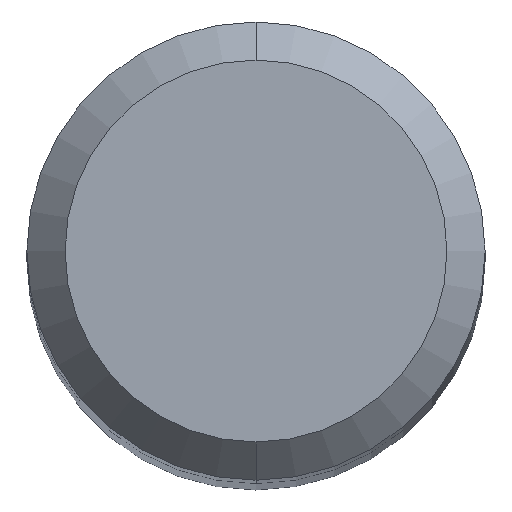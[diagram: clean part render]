
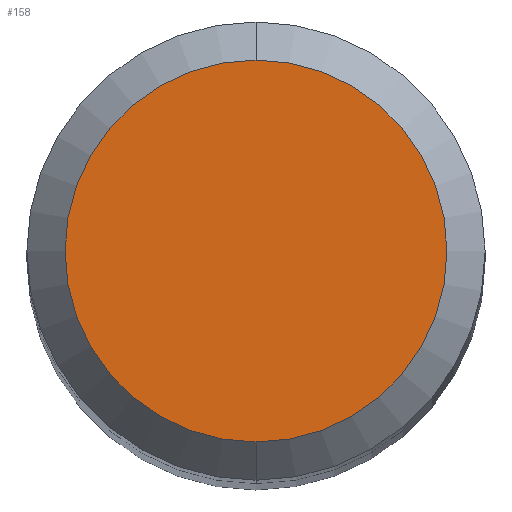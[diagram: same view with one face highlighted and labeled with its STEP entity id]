
A CAD part, top view. The second image highlights one B-rep face of the part: STEP entity #158.
In plain terms, the highlighted planar face has unit normal (0, 0, 1).
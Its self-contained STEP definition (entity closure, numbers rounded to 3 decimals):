
#8 = AXIS2_PLACEMENT_3D ( 'NONE', #48, #325, #103 ) ;
#33 = EDGE_CURVE ( 'NONE', #222, #236, #165, .T. ) ;
#48 = CARTESIAN_POINT ( 'NONE',  ( 0., 0., 151. ) ) ;
#74 = PLANE ( 'NONE',  #8 ) ;
#92 = EDGE_CURVE ( 'NONE', #236, #222, #251, .T. ) ;
#102 = AXIS2_PLACEMENT_3D ( 'NONE', #119, #190, #169 ) ;
#103 = DIRECTION ( 'NONE',  ( 0., 1., 0. ) ) ;
#107 = DIRECTION ( 'NONE',  ( 0., 1., 0. ) ) ;
#119 = CARTESIAN_POINT ( 'NONE',  ( 0., 0., 151. ) ) ;
#127 = ORIENTED_EDGE ( 'NONE', *, *, #92, .F. ) ;
#158 = ADVANCED_FACE ( 'NONE', ( #270 ), #74, .F. ) ;
#165 = CIRCLE ( 'NONE', #268, 5. ) ;
#169 = DIRECTION ( 'NONE',  ( 0., 1., 0. ) ) ;
#190 = DIRECTION ( 'NONE',  ( 0., 0., -1. ) ) ;
#207 = DIRECTION ( 'NONE',  ( 0., 0., -1. ) ) ;
#222 = VERTEX_POINT ( 'NONE', #332 ) ;
#236 = VERTEX_POINT ( 'NONE', #246 ) ;
#246 = CARTESIAN_POINT ( 'NONE',  ( 0., 5., 151. ) ) ;
#251 = CIRCLE ( 'NONE', #102, 5. ) ;
#253 = EDGE_LOOP ( 'NONE', ( #127, #336 ) ) ;
#268 = AXIS2_PLACEMENT_3D ( 'NONE', #329, #207, #107 ) ;
#270 = FACE_OUTER_BOUND ( 'NONE', #253, .T. ) ;
#325 = DIRECTION ( 'NONE',  ( 0., 0., -1. ) ) ;
#329 = CARTESIAN_POINT ( 'NONE',  ( 0., 0., 151. ) ) ;
#332 = CARTESIAN_POINT ( 'NONE',  ( 0., -5., 151. ) ) ;
#336 = ORIENTED_EDGE ( 'NONE', *, *, #33, .F. ) ;
